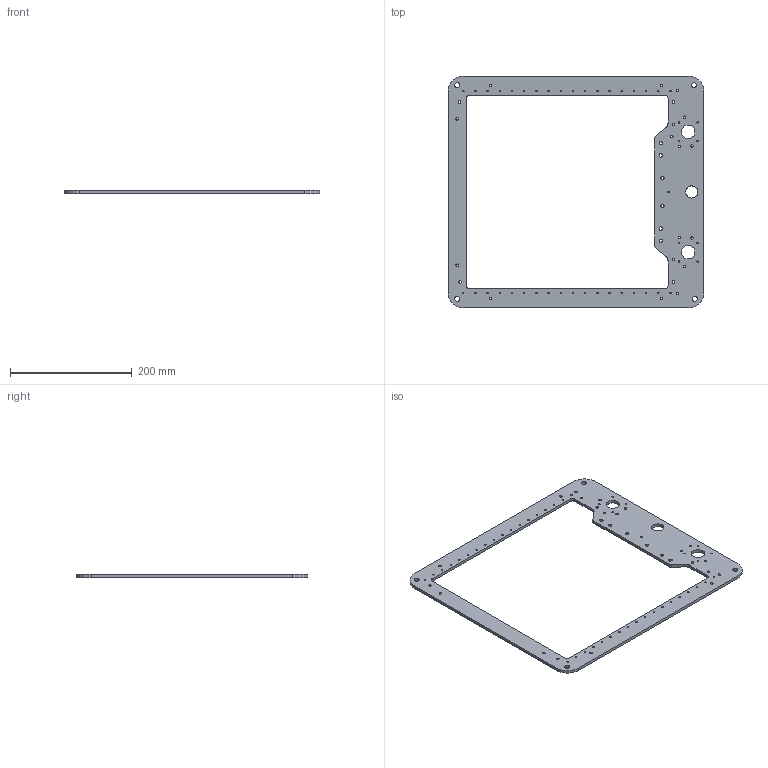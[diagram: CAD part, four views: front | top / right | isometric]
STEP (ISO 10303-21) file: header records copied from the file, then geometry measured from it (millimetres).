
FILE_DESCRIPTION(('CATIA V5 STEP Exchange'),'2;1');
FILE_NAME('D001 V3.stp','2023-05-11T22:12:11+00:00',('none'),('none'),'CATIA Version 5-6 Release 2018','CATIA V5 STEP AP203','none');
FILE_SCHEMA(('CONFIG_CONTROL_DESIGN'));
Length unit declared in the file: millimetre
Products named in the file (1): CoreXY Base Support 
Bounding box: 420 x 380 x 5 mm (x, y, z)
Volume: 281342.6 mm3; surface area: 132008.8 mm2
Topology: 1 solids, 1 shells, 186 faces, 556 edges, 435 vertices
Faces by surface type: cylinder 168, plane 14, extrusion 4
Entity records: 6244 total; most frequent: CARTESIAN_POINT 1171, ORIENTED_EDGE 1112, DIRECTION 770, EDGE_CURVE 556, AXIS2_PLACEMENT_3D 448, VERTEX_POINT 372, EDGE_LOOP 346, CIRCLE 336
